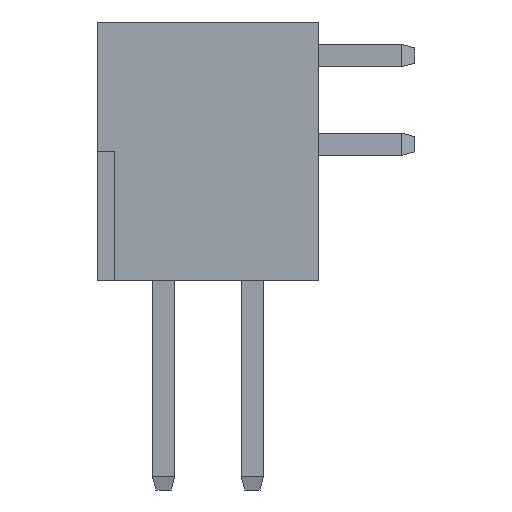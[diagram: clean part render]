
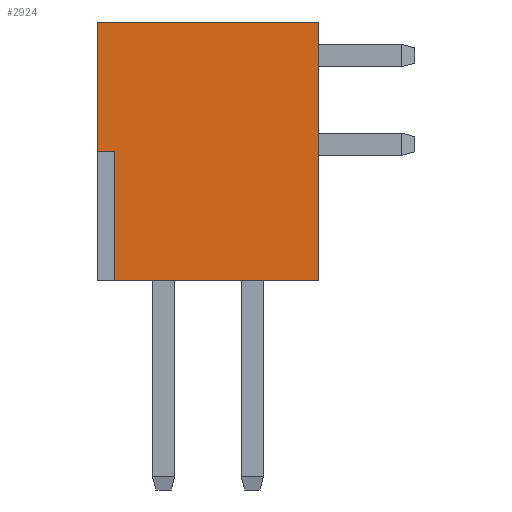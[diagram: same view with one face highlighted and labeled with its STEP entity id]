
A CAD part, left-side view. The second image highlights one B-rep face of the part: STEP entity #2924.
In plain terms, the highlighted planar face has unit normal (-1, 0, 0).
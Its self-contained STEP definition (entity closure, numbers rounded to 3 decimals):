
#282 = CARTESIAN_POINT ( 'NONE',  ( -12.7, 3.175, 7.4 ) ) ;
#285 = VERTEX_POINT ( 'NONE', #2639 ) ;
#379 = EDGE_CURVE ( 'NONE', #5070, #2102, #7374, .T. ) ;
#388 = CARTESIAN_POINT ( 'NONE',  ( -12.7, -3.175, 3.7 ) ) ;
#802 = CARTESIAN_POINT ( 'NONE',  ( -12.7, -3.175, 7.4 ) ) ;
#1035 = LINE ( 'NONE', #2834, #4098 ) ;
#1167 = CARTESIAN_POINT ( 'NONE',  ( -12.7, -3.175, 0. ) ) ;
#1471 = PLANE ( 'NONE',  #3240 ) ;
#1578 = ORIENTED_EDGE ( 'NONE', *, *, #379, .T. ) ;
#1621 = VECTOR ( 'NONE', #4186, 1000. ) ;
#1740 = EDGE_CURVE ( 'NONE', #7380, #1990, #7143, .T. ) ;
#1745 = ORIENTED_EDGE ( 'NONE', *, *, #3367, .T. ) ;
#1758 = CARTESIAN_POINT ( 'NONE',  ( -12.7, -3.175, 7.4 ) ) ;
#1759 = ORIENTED_EDGE ( 'NONE', *, *, #2640, .T. ) ;
#1810 = CARTESIAN_POINT ( 'NONE',  ( -12.7, 3.175, 3.7 ) ) ;
#1910 = CARTESIAN_POINT ( 'NONE',  ( -12.7, 3.175, 7.4 ) ) ;
#1990 = VERTEX_POINT ( 'NONE', #7228 ) ;
#1995 = EDGE_CURVE ( 'NONE', #3547, #2102, #6475, .T. ) ;
#2102 = VERTEX_POINT ( 'NONE', #1810 ) ;
#2117 = VECTOR ( 'NONE', #4338, 1000. ) ;
#2157 = DIRECTION ( 'NONE',  ( 0., 0., -1. ) ) ;
#2639 = CARTESIAN_POINT ( 'NONE',  ( -12.7, 2.675, 0. ) ) ;
#2640 = EDGE_CURVE ( 'NONE', #3547, #285, #1035, .T. ) ;
#2818 = DIRECTION ( 'NONE',  ( 0., 1., 0. ) ) ;
#2819 = EDGE_CURVE ( 'NONE', #5070, #7380, #6082, .T. ) ;
#2834 = CARTESIAN_POINT ( 'NONE',  ( -12.7, 2.675, 7.4 ) ) ;
#2904 = VECTOR ( 'NONE', #2818, 1000. ) ;
#2924 = ADVANCED_FACE ( 'NONE', ( #6363 ), #1471, .F. ) ;
#3240 = AXIS2_PLACEMENT_3D ( 'NONE', #3275, #3385, #3310 ) ;
#3275 = CARTESIAN_POINT ( 'NONE',  ( -12.7, -3.175, 7.4 ) ) ;
#3310 = DIRECTION ( 'NONE',  ( 0., 0., -1. ) ) ;
#3367 = EDGE_CURVE ( 'NONE', #285, #1990, #5309, .T. ) ;
#3385 = DIRECTION ( 'NONE',  ( 1., 0., 0. ) ) ;
#3547 = VERTEX_POINT ( 'NONE', #3604 ) ;
#3604 = CARTESIAN_POINT ( 'NONE',  ( -12.7, 2.675, 3.7 ) ) ;
#3705 = VECTOR ( 'NONE', #5353, 1000. ) ;
#4098 = VECTOR ( 'NONE', #2157, 1000. ) ;
#4186 = DIRECTION ( 'NONE',  ( 0., 0., -1. ) ) ;
#4338 = DIRECTION ( 'NONE',  ( 0., 0., -1. ) ) ;
#4752 = EDGE_LOOP ( 'NONE', ( #7411, #1759, #1745, #5214, #7531, #1578 ) ) ;
#5070 = VERTEX_POINT ( 'NONE', #282 ) ;
#5214 = ORIENTED_EDGE ( 'NONE', *, *, #1740, .F. ) ;
#5309 = LINE ( 'NONE', #1167, #3705 ) ;
#5353 = DIRECTION ( 'NONE',  ( 0., -1., 0. ) ) ;
#5646 = VECTOR ( 'NONE', #5662, 1000. ) ;
#5662 = DIRECTION ( 'NONE',  ( 0., -1., 0. ) ) ;
#6082 = LINE ( 'NONE', #802, #5646 ) ;
#6363 = FACE_OUTER_BOUND ( 'NONE', #4752, .T. ) ;
#6475 = LINE ( 'NONE', #388, #2904 ) ;
#6668 = CARTESIAN_POINT ( 'NONE',  ( -12.7, -3.175, 7.4 ) ) ;
#7143 = LINE ( 'NONE', #1758, #1621 ) ;
#7228 = CARTESIAN_POINT ( 'NONE',  ( -12.7, -3.175, 0. ) ) ;
#7374 = LINE ( 'NONE', #1910, #2117 ) ;
#7380 = VERTEX_POINT ( 'NONE', #6668 ) ;
#7411 = ORIENTED_EDGE ( 'NONE', *, *, #1995, .F. ) ;
#7531 = ORIENTED_EDGE ( 'NONE', *, *, #2819, .F. ) ;
